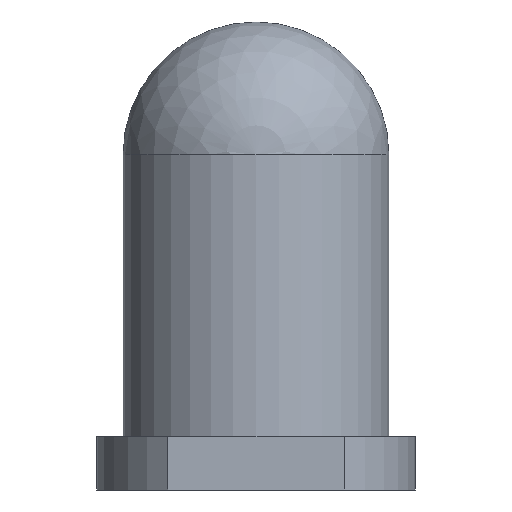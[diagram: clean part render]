
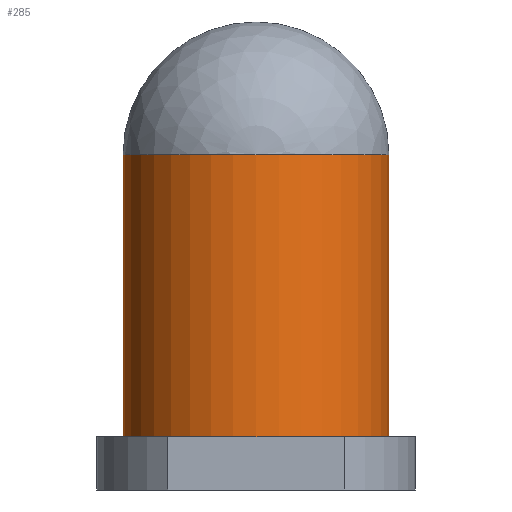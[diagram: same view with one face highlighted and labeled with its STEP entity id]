
A CAD part, left-side view. The second image highlights one B-rep face of the part: STEP entity #285.
In plain terms, the highlighted cylindrical face has radius 2.5 mm (diameter 5 mm), a partial arc.
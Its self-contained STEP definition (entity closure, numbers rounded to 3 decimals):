
#24 = VERTEX_POINT('',#25);
#25 = CARTESIAN_POINT('',(0.,-2.5,6.3));
#32 = EDGE_CURVE('',#24,#33,#35,.T.);
#33 = VERTEX_POINT('',#34);
#34 = CARTESIAN_POINT('',(0.,-2.5,1.));
#35 = LINE('',#36,#37);
#36 = CARTESIAN_POINT('',(0.,-2.5,1.));
#37 = VECTOR('',#38,1.);
#38 = DIRECTION('',(0.,0.,-1.));
#41 = VERTEX_POINT('',#42);
#42 = CARTESIAN_POINT('',(0.,2.5,1.));
#49 = EDGE_CURVE('',#50,#41,#52,.T.);
#50 = VERTEX_POINT('',#51);
#51 = CARTESIAN_POINT('',(0.,2.5,6.3));
#52 = LINE('',#53,#54);
#53 = CARTESIAN_POINT('',(0.,2.5,1.));
#54 = VECTOR('',#55,1.);
#55 = DIRECTION('',(0.,0.,-1.));
#141 = VERTEX_POINT('',#142);
#142 = CARTESIAN_POINT('',(-2.5,0.,1.));
#157 = EDGE_CURVE('',#41,#141,#158,.T.);
#158 = CIRCLE('',#159,2.5);
#159 = AXIS2_PLACEMENT_3D('',#160,#161,#162);
#160 = CARTESIAN_POINT('',(0.,0.,1.));
#161 = DIRECTION('',(0.,0.,1.));
#162 = DIRECTION('',(1.,0.,0.));
#165 = EDGE_CURVE('',#141,#33,#166,.T.);
#166 = CIRCLE('',#167,2.5);
#167 = AXIS2_PLACEMENT_3D('',#168,#169,#170);
#168 = CARTESIAN_POINT('',(0.,0.,1.));
#169 = DIRECTION('',(0.,0.,1.));
#170 = DIRECTION('',(1.,0.,0.));
#265 = EDGE_CURVE('',#266,#50,#268,.T.);
#266 = VERTEX_POINT('',#267);
#267 = CARTESIAN_POINT('',(-2.5,0.,6.3));
#268 = CIRCLE('',#269,2.5);
#269 = AXIS2_PLACEMENT_3D('',#270,#271,#272);
#270 = CARTESIAN_POINT('',(0.,0.,6.3));
#271 = DIRECTION('',(0.,0.,-1.));
#272 = DIRECTION('',(0.,1.,0.));
#274 = EDGE_CURVE('',#24,#266,#275,.T.);
#275 = CIRCLE('',#276,2.5);
#276 = AXIS2_PLACEMENT_3D('',#277,#278,#279);
#277 = CARTESIAN_POINT('',(0.,0.,6.3));
#278 = DIRECTION('',(0.,0.,-1.));
#279 = DIRECTION('',(0.,1.,0.));
#285 = ADVANCED_FACE('',(#286),#294,.T.);
#286 = FACE_BOUND('',#287,.T.);
#287 = EDGE_LOOP('',(#288,#289,#290,#291,#292,#293));
#288 = ORIENTED_EDGE('',*,*,#32,.F.);
#289 = ORIENTED_EDGE('',*,*,#274,.T.);
#290 = ORIENTED_EDGE('',*,*,#265,.T.);
#291 = ORIENTED_EDGE('',*,*,#49,.T.);
#292 = ORIENTED_EDGE('',*,*,#157,.T.);
#293 = ORIENTED_EDGE('',*,*,#165,.T.);
#294 = CYLINDRICAL_SURFACE('',#295,2.5);
#295 = AXIS2_PLACEMENT_3D('',#296,#297,#298);
#296 = CARTESIAN_POINT('',(0.,0.,1.));
#297 = DIRECTION('',(0.,0.,-1.));
#298 = DIRECTION('',(0.,1.,0.));
